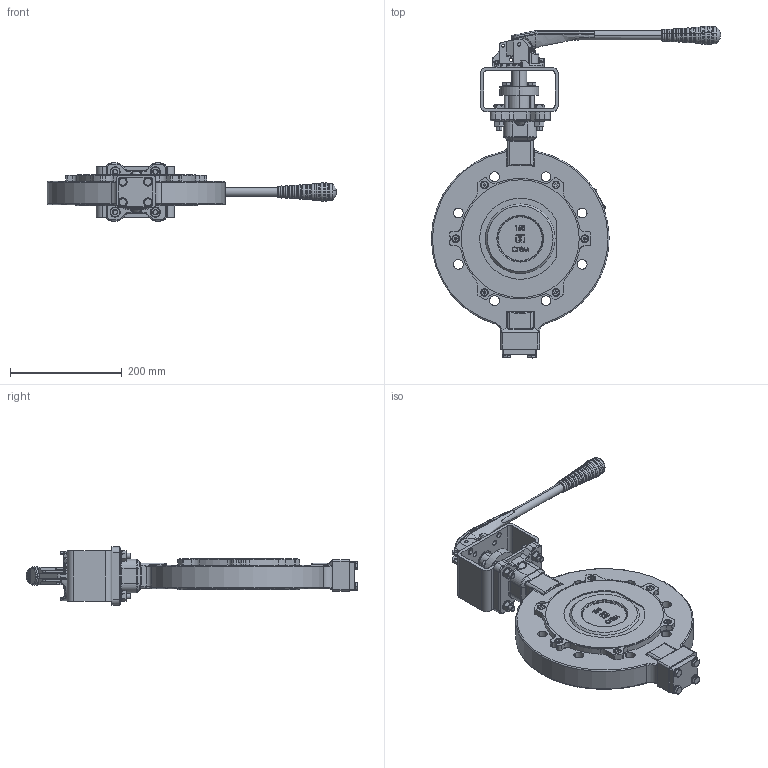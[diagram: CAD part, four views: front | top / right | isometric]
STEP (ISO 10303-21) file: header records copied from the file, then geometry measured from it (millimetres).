
FILE_DESCRIPTION (( 'STEP AP214' ), '1' );
FILE_NAME ('5590T15001_PN16.STEP', '2020-06-15T05:43:50', ( 'PC' ), ( '' ), 'SwSTEP 2.0', 'SolidWorks 2015', '' );
FILE_SCHEMA (( 'AUTOMOTIVE_DESIGN' ));
Length unit declared in the file: millimetre
Products named in the file (1): 5590T15001_PN16
Bounding box: 517.59 x 594.1 x 104 mm (x, y, z)
Volume: 4276538.8 mm3; surface area: 484463.6 mm2
Topology: 29 solids, 48 shells, 3802 faces, 9602 edges, 6092 vertices
Faces by surface type: plane 1572, bspline 944, cylinder 677, cone 344, torus 245, sphere 20
Entity records: 205572 total; most frequent: CARTESIAN_POINT 78767, ORIENTED_EDGE 19066, DIRECTION 15011, EDGE_CURVE 9533, VERTEX_POINT 6092, AXIS2_PLACEMENT_3D 5052, LINE 4907, VECTOR 4907
